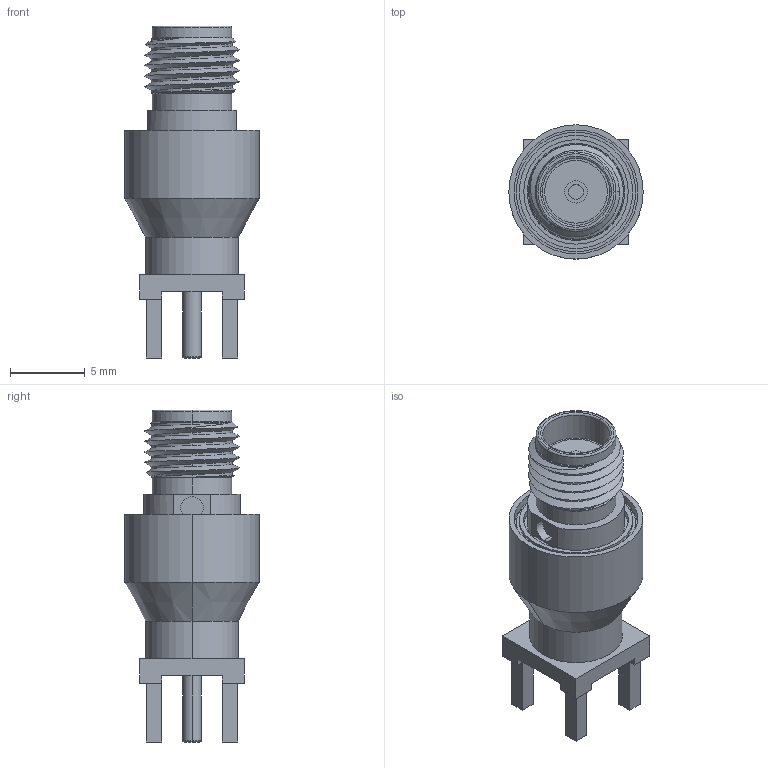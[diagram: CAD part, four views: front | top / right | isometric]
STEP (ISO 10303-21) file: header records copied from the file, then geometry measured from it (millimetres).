
FILE_DESCRIPTION (( 'STEP AP214' ), '1' );
FILE_NAME ('BM61275.STEP', '2021-07-24T03:59:08', ( '' ), ( '' ), 'SwSTEP 2.0', 'SolidWorks 2018', '' );
FILE_SCHEMA (( 'AUTOMOTIVE_DESIGN' ));
Length unit declared in the file: millimetre
Products named in the file (1): BM61275
Bounding box: 9 x 9 x 22.25 mm (x, y, z)
Volume: 683.7 mm3; surface area: 827.3 mm2
Topology: 2 solids, 2 shells, 130 faces, 307 edges, 194 vertices
Faces by surface type: cylinder 65, plane 49, cone 8, torus 6, bspline 2
Entity records: 4646 total; most frequent: CARTESIAN_POINT 1532, ORIENTED_EDGE 614, DIRECTION 596, EDGE_CURVE 307, AXIS2_PLACEMENT_3D 217, VERTEX_POINT 194, LINE 162, VECTOR 162
